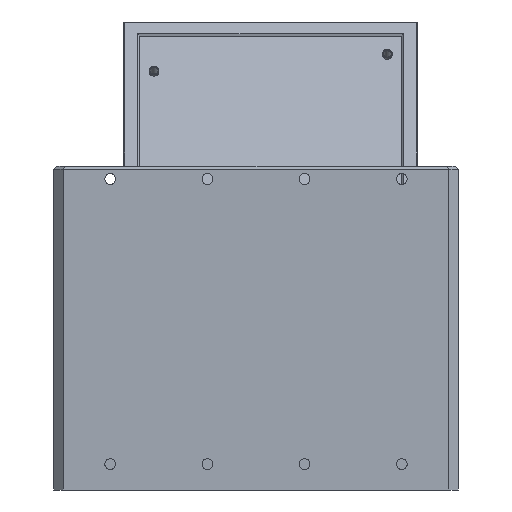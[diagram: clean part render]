
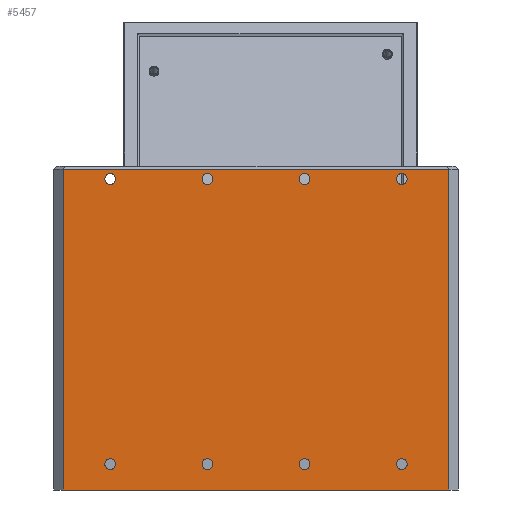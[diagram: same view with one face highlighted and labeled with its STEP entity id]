
A CAD part, left-side view. The second image highlights one B-rep face of the part: STEP entity #5457.
In plain terms, the highlighted planar face has unit normal (-1, 0, 0).
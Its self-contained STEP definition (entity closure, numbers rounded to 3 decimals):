
#46=FACE_BOUND('',#600,.T.);
#47=FACE_BOUND('',#601,.T.);
#48=FACE_BOUND('',#602,.T.);
#49=FACE_BOUND('',#603,.T.);
#50=FACE_BOUND('',#604,.T.);
#51=FACE_BOUND('',#605,.T.);
#52=FACE_BOUND('',#606,.T.);
#53=FACE_BOUND('',#607,.T.);
#69=CIRCLE('',#5763,1.666);
#70=CIRCLE('',#5764,1.666);
#71=CIRCLE('',#5765,1.666);
#72=CIRCLE('',#5766,1.666);
#73=CIRCLE('',#5767,1.666);
#74=CIRCLE('',#5768,1.666);
#75=CIRCLE('',#5769,1.666);
#76=CIRCLE('',#5770,1.666);
#292=FACE_OUTER_BOUND('',#599,.T.);
#599=EDGE_LOOP('',(#4524,#4525,#4526,#4527));
#600=EDGE_LOOP('',(#4528));
#601=EDGE_LOOP('',(#4529));
#602=EDGE_LOOP('',(#4530));
#603=EDGE_LOOP('',(#4531));
#604=EDGE_LOOP('',(#4532));
#605=EDGE_LOOP('',(#4533));
#606=EDGE_LOOP('',(#4534));
#607=EDGE_LOOP('',(#4535));
#1107=LINE('',#8079,#1844);
#1335=LINE('',#8519,#2072);
#1353=LINE('',#8554,#2090);
#1354=LINE('',#8556,#2091);
#1844=VECTOR('',#6473,10.);
#2072=VECTOR('',#6903,10.);
#2090=VECTOR('',#6923,10.);
#2091=VECTOR('',#6926,10.);
#2493=VERTEX_POINT('',#8077);
#2494=VERTEX_POINT('',#8078);
#2604=VERTEX_POINT('',#8516);
#2605=VERTEX_POINT('',#8518);
#2622=VERTEX_POINT('',#8557);
#2623=VERTEX_POINT('',#8559);
#2624=VERTEX_POINT('',#8561);
#2625=VERTEX_POINT('',#8563);
#2626=VERTEX_POINT('',#8565);
#2627=VERTEX_POINT('',#8567);
#2628=VERTEX_POINT('',#8569);
#2629=VERTEX_POINT('',#8571);
#3058=EDGE_CURVE('',#2493,#2494,#1107,.T.);
#3290=EDGE_CURVE('',#2605,#2604,#1335,.T.);
#3308=EDGE_CURVE('',#2494,#2604,#1353,.T.);
#3309=EDGE_CURVE('',#2605,#2493,#1354,.T.);
#3310=EDGE_CURVE('',#2622,#2622,#69,.T.);
#3311=EDGE_CURVE('',#2623,#2623,#70,.T.);
#3312=EDGE_CURVE('',#2624,#2624,#71,.T.);
#3313=EDGE_CURVE('',#2625,#2625,#72,.T.);
#3314=EDGE_CURVE('',#2626,#2626,#73,.T.);
#3315=EDGE_CURVE('',#2627,#2627,#74,.T.);
#3316=EDGE_CURVE('',#2628,#2628,#75,.T.);
#3317=EDGE_CURVE('',#2629,#2629,#76,.T.);
#4524=ORIENTED_EDGE('',*,*,#3058,.F.);
#4525=ORIENTED_EDGE('',*,*,#3309,.F.);
#4526=ORIENTED_EDGE('',*,*,#3290,.T.);
#4527=ORIENTED_EDGE('',*,*,#3308,.F.);
#4528=ORIENTED_EDGE('',*,*,#3310,.T.);
#4529=ORIENTED_EDGE('',*,*,#3311,.T.);
#4530=ORIENTED_EDGE('',*,*,#3312,.T.);
#4531=ORIENTED_EDGE('',*,*,#3313,.T.);
#4532=ORIENTED_EDGE('',*,*,#3314,.T.);
#4533=ORIENTED_EDGE('',*,*,#3315,.T.);
#4534=ORIENTED_EDGE('',*,*,#3316,.T.);
#4535=ORIENTED_EDGE('',*,*,#3317,.T.);
#5181=PLANE('',#5762);
#5457=ADVANCED_FACE('',(#292,#46,#47,#48,#49,#50,#51,#52,#53),#5181,.T.);
#5762=AXIS2_PLACEMENT_3D('',#8555,#6924,#6925);
#5763=AXIS2_PLACEMENT_3D('',#8558,#6927,#6928);
#5764=AXIS2_PLACEMENT_3D('',#8560,#6929,#6930);
#5765=AXIS2_PLACEMENT_3D('',#8562,#6931,#6932);
#5766=AXIS2_PLACEMENT_3D('',#8564,#6933,#6934);
#5767=AXIS2_PLACEMENT_3D('',#8566,#6935,#6936);
#5768=AXIS2_PLACEMENT_3D('',#8568,#6937,#6938);
#5769=AXIS2_PLACEMENT_3D('',#8570,#6939,#6940);
#5770=AXIS2_PLACEMENT_3D('',#8572,#6941,#6942);
#6473=DIRECTION('',(0.,-1.,0.));
#6903=DIRECTION('',(0.,-1.,0.));
#6923=DIRECTION('',(0.,0.,-1.));
#6924=DIRECTION('center_axis',(-1.,0.,0.));
#6925=DIRECTION('ref_axis',(0.,0.,1.));
#6926=DIRECTION('',(0.,0.,1.));
#6927=DIRECTION('center_axis',(1.,0.,0.));
#6928=DIRECTION('ref_axis',(0.,1.,0.));
#6929=DIRECTION('center_axis',(1.,0.,0.));
#6930=DIRECTION('ref_axis',(0.,1.,0.));
#6931=DIRECTION('center_axis',(1.,0.,0.));
#6932=DIRECTION('ref_axis',(0.,1.,0.));
#6933=DIRECTION('center_axis',(1.,0.,0.));
#6934=DIRECTION('ref_axis',(0.,1.,0.));
#6935=DIRECTION('center_axis',(1.,0.,0.));
#6936=DIRECTION('ref_axis',(0.,1.,0.));
#6937=DIRECTION('center_axis',(1.,0.,0.));
#6938=DIRECTION('ref_axis',(0.,1.,0.));
#6939=DIRECTION('center_axis',(1.,0.,0.));
#6940=DIRECTION('ref_axis',(0.,1.,0.));
#6941=DIRECTION('center_axis',(1.,0.,0.));
#6942=DIRECTION('ref_axis',(0.,1.,0.));
#8077=CARTESIAN_POINT('',(-3.,59.5,96.));
#8078=CARTESIAN_POINT('',(-3.,-59.5,96.));
#8079=CARTESIAN_POINT('',(-3.,-31.25,96.));
#8516=CARTESIAN_POINT('',(-3.,-59.5,-3.));
#8518=CARTESIAN_POINT('',(-3.,59.5,-3.));
#8519=CARTESIAN_POINT('',(-3.,62.5,-3.));
#8554=CARTESIAN_POINT('',(-3.,-59.5,22.));
#8555=CARTESIAN_POINT('Origin',(-3.,0.,47.));
#8556=CARTESIAN_POINT('',(-3.,59.5,72.));
#8557=CARTESIAN_POINT('',(-3.,-46.666,5.));
#8558=CARTESIAN_POINT('Origin',(-3.,-45.,5.));
#8559=CARTESIAN_POINT('',(-3.,-16.666,93.));
#8560=CARTESIAN_POINT('Origin',(-3.,-15.,93.));
#8561=CARTESIAN_POINT('',(-3.,13.334,5.));
#8562=CARTESIAN_POINT('Origin',(-3.,15.,5.));
#8563=CARTESIAN_POINT('',(-3.,43.334,93.));
#8564=CARTESIAN_POINT('Origin',(-3.,45.,93.));
#8565=CARTESIAN_POINT('',(-3.,43.334,5.));
#8566=CARTESIAN_POINT('Origin',(-3.,45.,5.));
#8567=CARTESIAN_POINT('',(-3.,13.334,93.));
#8568=CARTESIAN_POINT('Origin',(-3.,15.,93.));
#8569=CARTESIAN_POINT('',(-3.,-16.666,5.));
#8570=CARTESIAN_POINT('Origin',(-3.,-15.,5.));
#8571=CARTESIAN_POINT('',(-3.,-46.666,93.));
#8572=CARTESIAN_POINT('Origin',(-3.,-45.,93.));
